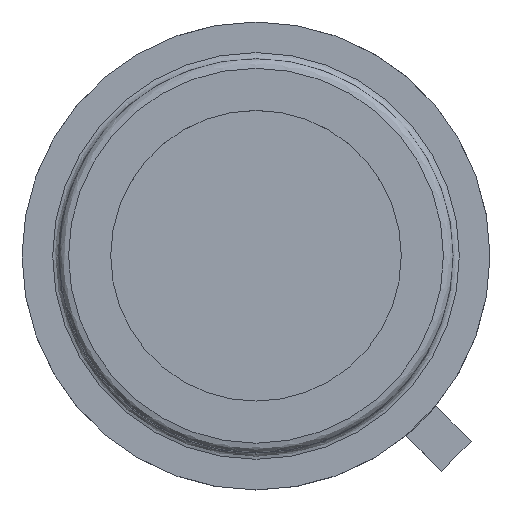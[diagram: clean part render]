
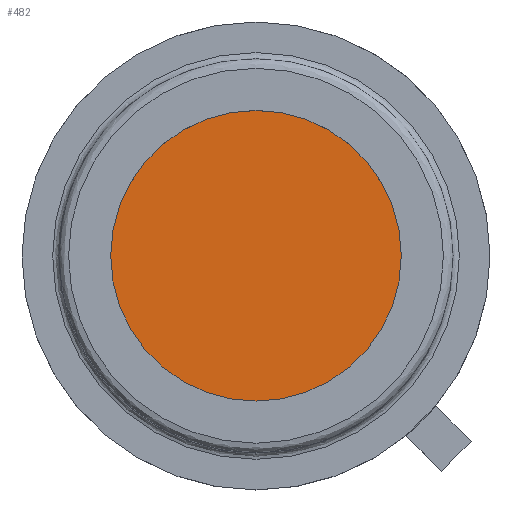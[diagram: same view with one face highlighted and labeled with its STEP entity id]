
A CAD part, top view. The second image highlights one B-rep face of the part: STEP entity #482.
In plain terms, the highlighted planar face has unit normal (0, 0, 1).
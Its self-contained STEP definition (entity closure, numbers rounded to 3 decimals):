
#462 = VERTEX_POINT('',#463);
#463 = CARTESIAN_POINT('',(-0.41,0.,7.5));
#471 = EDGE_CURVE('',#462,#462,#472,.T.);
#472 = CIRCLE('',#473,2.95);
#473 = AXIS2_PLACEMENT_3D('',#474,#475,#476);
#474 = CARTESIAN_POINT('',(2.54,0.,7.5));
#475 = DIRECTION('',(0.,0.,1.));
#476 = DIRECTION('',(-1.,0.,0.));
#482 = ADVANCED_FACE('',(#483),#486,.T.);
#483 = FACE_BOUND('',#484,.F.);
#484 = EDGE_LOOP('',(#485));
#485 = ORIENTED_EDGE('',*,*,#471,.F.);
#486 = PLANE('',#487);
#487 = AXIS2_PLACEMENT_3D('',#488,#489,#490);
#488 = CARTESIAN_POINT('',(2.54,0.,7.5));
#489 = DIRECTION('',(0.,0.,1.));
#490 = DIRECTION('',(-1.,0.,0.));
